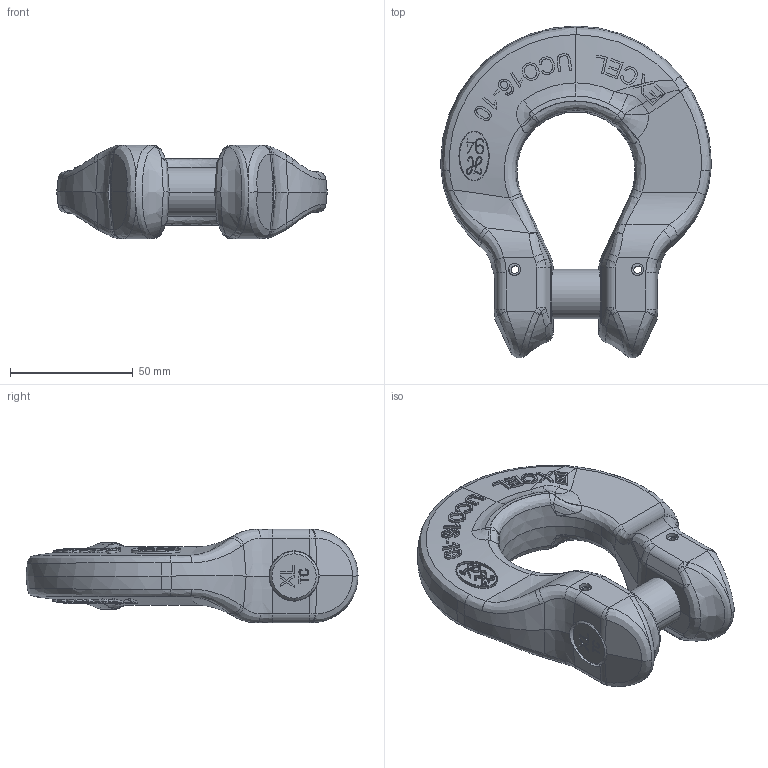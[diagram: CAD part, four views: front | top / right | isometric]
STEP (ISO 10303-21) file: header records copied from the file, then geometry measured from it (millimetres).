
FILE_DESCRIPTION(('STEP AP214'),'1');
FILE_NAME('uco16.stp','2018-02-28T09:17:34',('TraceParts'),('TraceParts S.A.'),'Spatial InterOp 3D',' ',' ');
FILE_SCHEMA(('automotive_design'));
Length unit declared in the file: millimetre
Products named in the file (4): uco16_1; uco16_2; uco16_3; uco16_4
Bounding box: 110 x 135 x 38 mm (x, y, z)
Volume: 188869.8 mm3; surface area: 39057.6 mm2
Topology: 4 solids, 4 shells, 809 faces, 2076 edges, 1314 vertices
Faces by surface type: bspline 404, plane 276, cylinder 89, cone 40
Entity records: 51704 total; most frequent: CARTESIAN_POINT 29144, ORIENTED_EDGE 4140, EDGE_CURVE 2070, DIRECTION 1975, VERTEX_POINT 1314, B_SPLINE_CURVE_WITH_KNOTS 1083, EDGE_LOOP 870, STYLED_ITEM 813
